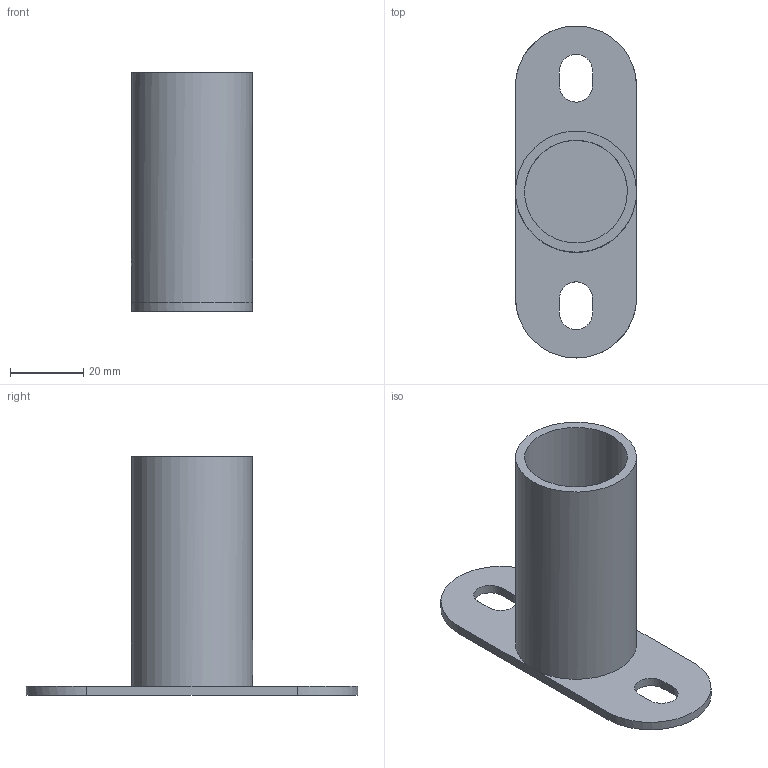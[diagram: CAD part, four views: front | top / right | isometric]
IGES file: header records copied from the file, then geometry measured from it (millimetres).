
Global section: file name: 350031; native system: Autodesk Inventor 2021; preprocessor: unknown; author: Spacek; date: 20201211.102520; units: millimetre
Bounding box: 33 x 90.5 x 65 mm (x, y, z)
Volume: 41416.3 mm3; surface area: 14970.3 mm2
Topology: 1 solids, 1 shells, 19 faces, 45 edges, 29 vertices
Faces by surface type: bspline 19
